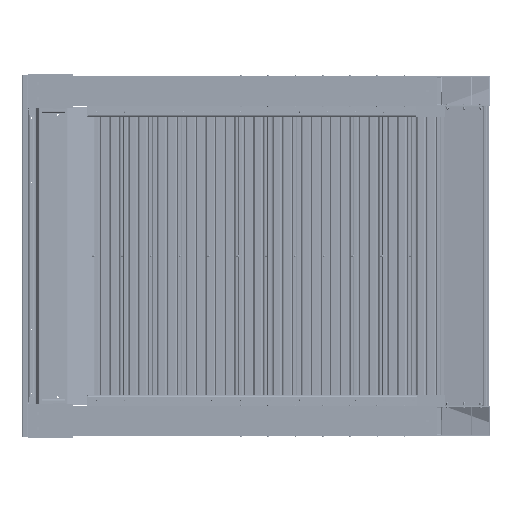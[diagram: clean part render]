
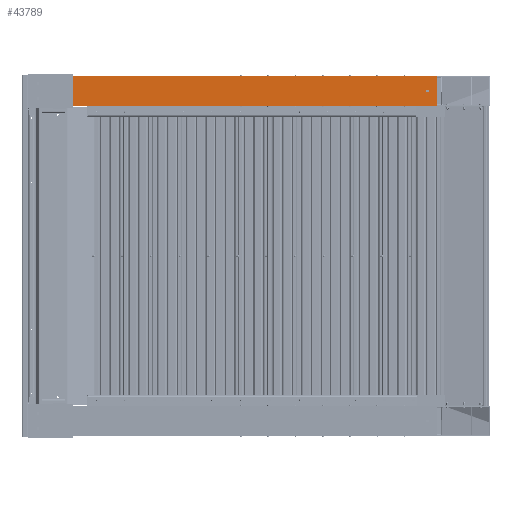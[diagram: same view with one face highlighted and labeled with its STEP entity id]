
A CAD part, front view. The second image highlights one B-rep face of the part: STEP entity #43789.
In plain terms, the highlighted planar face has unit normal (0, -1, 0).
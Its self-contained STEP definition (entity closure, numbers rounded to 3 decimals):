
#933 = DIRECTION ( 'NONE',  ( -1., 0., 0. ) ) ;
#3896 = AXIS2_PLACEMENT_3D ( 'NONE', #10630, #53913, #60154 ) ;
#5176 = VECTOR ( 'NONE', #48343, 1000. ) ;
#5254 = CARTESIAN_POINT ( 'NONE',  ( -1415., -5., 120. ) ) ;
#6525 = DIRECTION ( 'NONE',  ( 0., 0., -1. ) ) ;
#10630 = CARTESIAN_POINT ( 'NONE',  ( -1340., -5., 0. ) ) ;
#11485 = CARTESIAN_POINT ( 'NONE',  ( 1415., -5., 120. ) ) ;
#14960 = CIRCLE ( 'NONE', #3896, 11. ) ;
#16846 = VERTEX_POINT ( 'NONE', #29485 ) ;
#18802 = EDGE_CURVE ( 'NONE', #24700, #65972, #14960, .T. ) ;
#18965 = DIRECTION ( 'NONE',  ( 0., -1., 0. ) ) ;
#19575 = DIRECTION ( 'NONE',  ( 0., 1., 0. ) ) ;
#20306 = DIRECTION ( 'NONE',  ( -1., 0., 0. ) ) ;
#21236 = ORIENTED_EDGE ( 'NONE', *, *, #58418, .F. ) ;
#24700 = VERTEX_POINT ( 'NONE', #69620 ) ;
#26916 = LINE ( 'NONE', #70190, #31500 ) ;
#27590 = EDGE_CURVE ( 'Edge1', #77258, #16846, #26916, .T. ) ;
#29365 = LINE ( 'NONE', #73092, #5176 ) ;
#29485 = CARTESIAN_POINT ( 'NONE',  ( -1415., -5., -120. ) ) ;
#30153 = EDGE_CURVE ( 'NONE', #65972, #24700, #55816, .T. ) ;
#31085 = PLANE ( 'NONE',  #39280 ) ;
#31500 = VECTOR ( 'NONE', #20306, 1000. ) ;
#33251 = ORIENTED_EDGE ( 'NONE', *, *, #42201, .F. ) ;
#36252 = VECTOR ( 'NONE', #63223, 1000. ) ;
#38776 = ORIENTED_EDGE ( 'NONE', *, *, #18802, .T. ) ;
#39280 = AXIS2_PLACEMENT_3D ( 'NONE', #43491, #18965, #6525 ) ;
#39416 = VERTEX_POINT ( 'NONE', #55023 ) ;
#42201 = EDGE_CURVE ( 'Edge2', #59425, #77258, #50810, .T. ) ;
#43491 = CARTESIAN_POINT ( 'NONE',  ( -1415., -5., -120. ) ) ;
#43660 = VECTOR ( 'NONE', #61303, 1000. ) ;
#43789 = ADVANCED_FACE ( 'NONE', ( #45595, #50517 ), #31085, .T. ) ;
#43940 = EDGE_LOOP ( 'NONE', ( #55741, #38776 ) ) ;
#45351 = ORIENTED_EDGE ( 'NONE', *, *, #79543, .F. ) ;
#45595 = FACE_BOUND ( 'NONE', #43940, .T. ) ;
#48343 = DIRECTION ( 'NONE',  ( 1., 0., 0. ) ) ;
#50167 = CARTESIAN_POINT ( 'NONE',  ( -1340., -5., 0. ) ) ;
#50517 = FACE_OUTER_BOUND ( 'NONE', #59395, .T. ) ;
#50810 = LINE ( 'NONE', #68417, #36252 ) ;
#53913 = DIRECTION ( 'NONE',  ( 0., 1., 0. ) ) ;
#55023 = CARTESIAN_POINT ( 'NONE',  ( -1415., -5., 120. ) ) ;
#55741 = ORIENTED_EDGE ( 'NONE', *, *, #30153, .T. ) ;
#55816 = CIRCLE ( 'NONE', #57527, 11. ) ;
#57351 = LINE ( 'NONE', #5254, #43660 ) ;
#57527 = AXIS2_PLACEMENT_3D ( 'NONE', #50167, #19575, #933 ) ;
#58356 = CARTESIAN_POINT ( 'NONE',  ( 1415., -5., -120. ) ) ;
#58418 = EDGE_CURVE ( 'Edge6', #16846, #39416, #57351, .T. ) ;
#59395 = EDGE_LOOP ( 'NONE', ( #21236, #69235, #33251, #45351 ) ) ;
#59425 = VERTEX_POINT ( 'NONE', #11485 ) ;
#60154 = DIRECTION ( 'NONE',  ( -1., 0., 0. ) ) ;
#61303 = DIRECTION ( 'NONE',  ( 0., 0., 1. ) ) ;
#63223 = DIRECTION ( 'NONE',  ( 0., 0., -1. ) ) ;
#63393 = CARTESIAN_POINT ( 'NONE',  ( -1351., -5., 0. ) ) ;
#65972 = VERTEX_POINT ( 'NONE', #63393 ) ;
#68417 = CARTESIAN_POINT ( 'NONE',  ( 1415., -5., 120. ) ) ;
#69235 = ORIENTED_EDGE ( 'NONE', *, *, #27590, .F. ) ;
#69620 = CARTESIAN_POINT ( 'NONE',  ( -1329., -5., 0. ) ) ;
#70190 = CARTESIAN_POINT ( 'NONE',  ( -1415., -5., -120. ) ) ;
#73092 = CARTESIAN_POINT ( 'NONE',  ( -1415., -5., 120. ) ) ;
#77258 = VERTEX_POINT ( 'NONE', #58356 ) ;
#79543 = EDGE_CURVE ( 'Edge4', #39416, #59425, #29365, .T. ) ;
